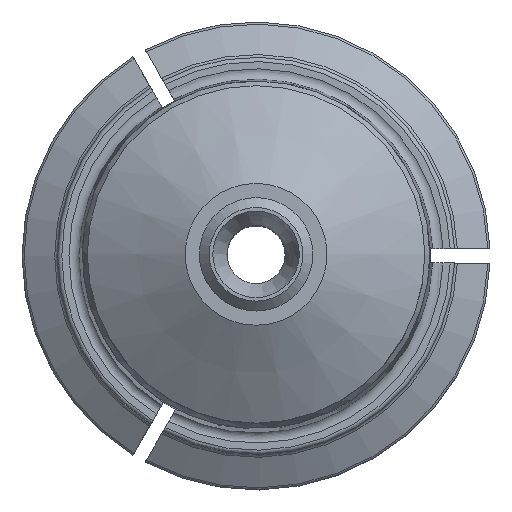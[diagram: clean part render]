
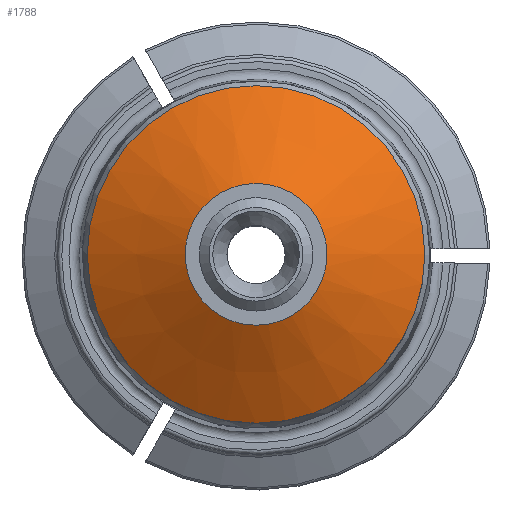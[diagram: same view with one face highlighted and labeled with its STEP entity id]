
A CAD part, top view. The second image highlights one B-rep face of the part: STEP entity #1788.
In plain terms, the highlighted conical face has half-angle 60 degrees and reference radius 11.9 mm.
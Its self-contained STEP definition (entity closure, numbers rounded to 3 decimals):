
#64=CONICAL_SURFACE('',#1953,11.9,1.047);
#159=CIRCLE('',#1952,11.9);
#160=CIRCLE('',#1954,5.);
#606=ORIENTED_EDGE('',*,*,#799,.F.);
#607=ORIENTED_EDGE('',*,*,#798,.T.);
#798=EDGE_CURVE('',#933,#933,#159,.T.);
#799=EDGE_CURVE('',#934,#934,#160,.T.);
#933=VERTEX_POINT('',#3012);
#934=VERTEX_POINT('',#3015);
#1112=EDGE_LOOP('',(#606));
#1113=EDGE_LOOP('',(#607));
#1222=FACE_BOUND('',#1112,.T.);
#1223=FACE_BOUND('',#1113,.T.);
#1788=ADVANCED_FACE('',(#1222,#1223),#64,.T.);
#1952=AXIS2_PLACEMENT_3D('',#3011,#2304,#2305);
#1953=AXIS2_PLACEMENT_3D('',#3013,#2306,#2307);
#1954=AXIS2_PLACEMENT_3D('',#3014,#2308,#2309);
#2304=DIRECTION('',(0.,0.,1.));
#2305=DIRECTION('',(1.,0.,0.));
#2306=DIRECTION('',(0.,0.,-1.));
#2307=DIRECTION('',(-1.,0.,0.));
#2308=DIRECTION('',(0.,0.,1.));
#2309=DIRECTION('',(1.,0.,0.));
#3011=CARTESIAN_POINT('',(0.,0.,65.016));
#3012=CARTESIAN_POINT('',(11.9,0.,65.016));
#3013=CARTESIAN_POINT('',(0.,0.,65.016));
#3014=CARTESIAN_POINT('',(0.,0.,69.));
#3015=CARTESIAN_POINT('',(5.,0.,69.));
